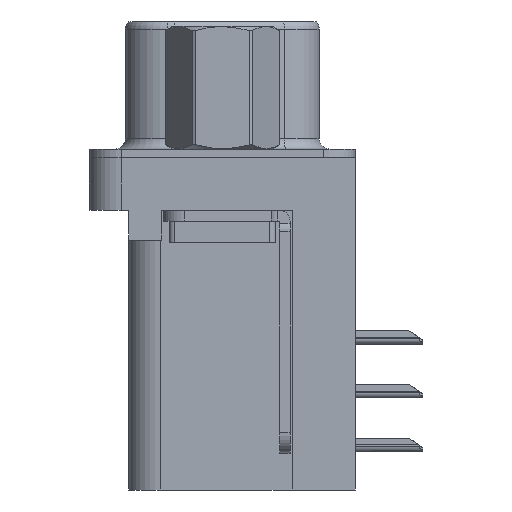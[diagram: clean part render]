
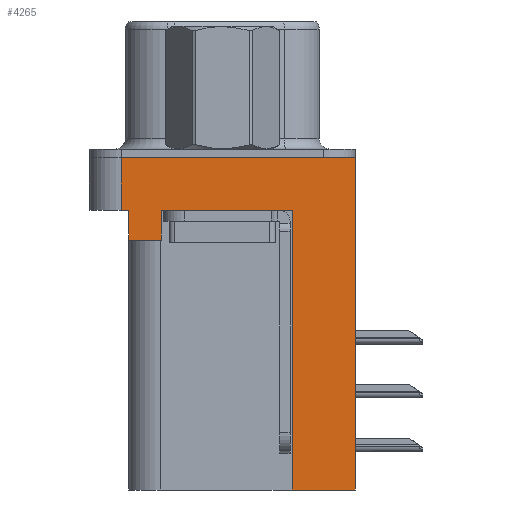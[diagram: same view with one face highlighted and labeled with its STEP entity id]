
A CAD part, left-side view. The second image highlights one B-rep face of the part: STEP entity #4265.
In plain terms, the highlighted planar face has unit normal (-1, 0, 0).
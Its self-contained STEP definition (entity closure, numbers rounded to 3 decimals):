
#1456 = CARTESIAN_POINT ( 'NONE',  ( -3., -6.275, -15.7 ) ) ;
#2042 = EDGE_CURVE ( 'NONE', #20551, #23346, #17912, .T. ) ;
#2429 = CARTESIAN_POINT ( 'NONE',  ( -3., -3.295, -15.7 ) ) ;
#2519 = ORIENTED_EDGE ( 'NONE', *, *, #27971, .T. ) ;
#3198 = ORIENTED_EDGE ( 'NONE', *, *, #29539, .F. ) ;
#3724 = CARTESIAN_POINT ( 'NONE',  ( -3., -3.295, -15.7 ) ) ;
#3847 = LINE ( 'NONE', #2429, #16925 ) ;
#3945 = CARTESIAN_POINT ( 'NONE',  ( -3., -6.275, 0. ) ) ;
#4265 = ADVANCED_FACE ( 'NONE', ( #9213 ), #25304, .T. ) ;
#4396 = CARTESIAN_POINT ( 'NONE',  ( -3., -6.275, -2.5 ) ) ;
#5007 = CARTESIAN_POINT ( 'NONE',  ( -3., -6.275, 0. ) ) ;
#5295 = DIRECTION ( 'NONE',  ( 0., -1., 0. ) ) ;
#5478 = CARTESIAN_POINT ( 'NONE',  ( -3., 4.425, -3.9 ) ) ;
#5769 = LINE ( 'NONE', #33408, #13531 ) ;
#5797 = EDGE_CURVE ( 'NONE', #28116, #9306, #7538, .T. ) ;
#5806 = VECTOR ( 'NONE', #10493, 1000. ) ;
#7466 = ORIENTED_EDGE ( 'NONE', *, *, #10755, .F. ) ;
#7538 = LINE ( 'NONE', #20943, #32896 ) ;
#8205 = CARTESIAN_POINT ( 'NONE',  ( -3., -6.275, -2.5 ) ) ;
#9213 = FACE_OUTER_BOUND ( 'NONE', #29682, .T. ) ;
#9306 = VERTEX_POINT ( 'NONE', #20242 ) ;
#9337 = CARTESIAN_POINT ( 'NONE',  ( -3., 2.895, -3.9 ) ) ;
#9652 = DIRECTION ( 'NONE',  ( -1., 0., 0. ) ) ;
#10295 = VERTEX_POINT ( 'NONE', #5478 ) ;
#10493 = DIRECTION ( 'NONE',  ( 0., 1., 0. ) ) ;
#10755 = EDGE_CURVE ( 'NONE', #15429, #11187, #19482, .T. ) ;
#10951 = VECTOR ( 'NONE', #20626, 1000. ) ;
#11112 = LINE ( 'NONE', #20458, #31135 ) ;
#11187 = VERTEX_POINT ( 'NONE', #3945 ) ;
#13092 = CARTESIAN_POINT ( 'NONE',  ( -3., 4.425, -3.9 ) ) ;
#13531 = VECTOR ( 'NONE', #15106, 1000. ) ;
#14913 = LINE ( 'NONE', #28272, #28017 ) ;
#15106 = DIRECTION ( 'NONE',  ( 0., 0., 1. ) ) ;
#15426 = DIRECTION ( 'NONE',  ( 0., 1., 0. ) ) ;
#15429 = VERTEX_POINT ( 'NONE', #20386 ) ;
#15651 = ORIENTED_EDGE ( 'NONE', *, *, #24371, .F. ) ;
#16925 = VECTOR ( 'NONE', #15426, 1000. ) ;
#17869 = VECTOR ( 'NONE', #27616, 1000. ) ;
#17912 = LINE ( 'NONE', #8205, #22375 ) ;
#19482 = LINE ( 'NONE', #5007, #10951 ) ;
#19591 = LINE ( 'NONE', #28132, #33526 ) ;
#20242 = CARTESIAN_POINT ( 'NONE',  ( -3., -3.295, -2.5 ) ) ;
#20378 = ORIENTED_EDGE ( 'NONE', *, *, #24890, .T. ) ;
#20386 = CARTESIAN_POINT ( 'NONE',  ( -3., 4.775, 0. ) ) ;
#20458 = CARTESIAN_POINT ( 'NONE',  ( -3., 4.775, -2.5 ) ) ;
#20551 = VERTEX_POINT ( 'NONE', #24691 ) ;
#20626 = DIRECTION ( 'NONE',  ( 0., -1., 0. ) ) ;
#20725 = EDGE_CURVE ( 'NONE', #26520, #9306, #19591, .T. ) ;
#20943 = CARTESIAN_POINT ( 'NONE',  ( -3., -6.275, -2.5 ) ) ;
#21907 = AXIS2_PLACEMENT_3D ( 'NONE', #4396, #9652, #27946 ) ;
#21943 = CARTESIAN_POINT ( 'NONE',  ( -3., 4.425, -2.5 ) ) ;
#22375 = VECTOR ( 'NONE', #31120, 1000. ) ;
#22668 = ORIENTED_EDGE ( 'NONE', *, *, #5797, .T. ) ;
#22759 = ORIENTED_EDGE ( 'NONE', *, *, #24929, .F. ) ;
#22774 = CARTESIAN_POINT ( 'NONE',  ( -3., 2.895, -2.5 ) ) ;
#22959 = VERTEX_POINT ( 'NONE', #22998 ) ;
#22998 = CARTESIAN_POINT ( 'NONE',  ( -3., 2.895, -3.9 ) ) ;
#23092 = DIRECTION ( 'NONE',  ( 0., 0., 1. ) ) ;
#23346 = VERTEX_POINT ( 'NONE', #21943 ) ;
#23495 = ORIENTED_EDGE ( 'NONE', *, *, #20725, .F. ) ;
#24371 = EDGE_CURVE ( 'NONE', #22959, #10295, #26666, .T. ) ;
#24691 = CARTESIAN_POINT ( 'NONE',  ( -3., 4.775, -2.5 ) ) ;
#24890 = EDGE_CURVE ( 'NONE', #26593, #11187, #5769, .T. ) ;
#24929 = EDGE_CURVE ( 'NONE', #20551, #15429, #11112, .T. ) ;
#25304 = PLANE ( 'NONE',  #21907 ) ;
#25491 = DIRECTION ( 'NONE',  ( 0., 0., 1. ) ) ;
#25612 = ORIENTED_EDGE ( 'NONE', *, *, #30172, .F. ) ;
#26094 = ORIENTED_EDGE ( 'NONE', *, *, #2042, .T. ) ;
#26520 = VERTEX_POINT ( 'NONE', #3724 ) ;
#26593 = VERTEX_POINT ( 'NONE', #1456 ) ;
#26666 = LINE ( 'NONE', #13092, #5806 ) ;
#27616 = DIRECTION ( 'NONE',  ( 0., 0., 1. ) ) ;
#27946 = DIRECTION ( 'NONE',  ( 0., 0., 1. ) ) ;
#27971 = EDGE_CURVE ( 'NONE', #22959, #28116, #31804, .T. ) ;
#28017 = VECTOR ( 'NONE', #30909, 1000. ) ;
#28116 = VERTEX_POINT ( 'NONE', #22774 ) ;
#28132 = CARTESIAN_POINT ( 'NONE',  ( -3., -3.295, -15.7 ) ) ;
#28272 = CARTESIAN_POINT ( 'NONE',  ( -3., 4.425, -3.9 ) ) ;
#29539 = EDGE_CURVE ( 'NONE', #10295, #23346, #14913, .T. ) ;
#29682 = EDGE_LOOP ( 'NONE', ( #7466, #22759, #26094, #3198, #15651, #2519, #22668, #23495, #25612, #20378 ) ) ;
#30172 = EDGE_CURVE ( 'NONE', #26593, #26520, #3847, .T. ) ;
#30909 = DIRECTION ( 'NONE',  ( 0., 0., 1. ) ) ;
#31120 = DIRECTION ( 'NONE',  ( 0., -1., 0. ) ) ;
#31135 = VECTOR ( 'NONE', #23092, 1000. ) ;
#31804 = LINE ( 'NONE', #9337, #17869 ) ;
#32896 = VECTOR ( 'NONE', #5295, 1000. ) ;
#33408 = CARTESIAN_POINT ( 'NONE',  ( -3., -6.275, -2.5 ) ) ;
#33526 = VECTOR ( 'NONE', #25491, 1000. ) ;
